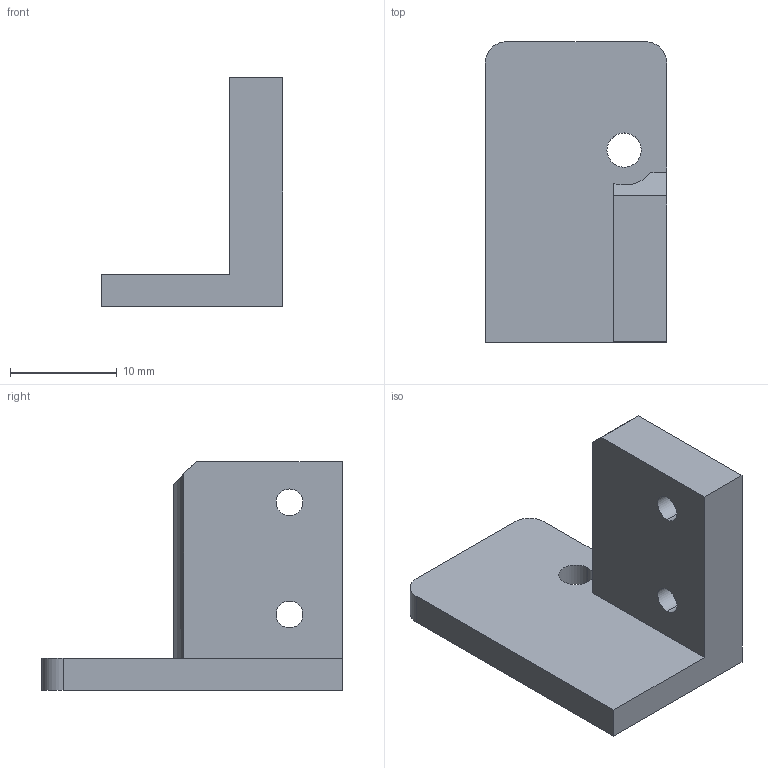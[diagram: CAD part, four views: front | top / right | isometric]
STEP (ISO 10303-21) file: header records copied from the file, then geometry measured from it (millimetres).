
FILE_DESCRIPTION (( 'STEP AP214' ), '1' );
FILE_NAME ('eddy-Ender3嘐隅殤.STEP', '2023-12-08T04:33:05', ( 'Windows User' ), ( 'P R C' ), 'SwSTEP 2.0', 'SolidWorks 2022', '' );
FILE_SCHEMA (( 'AUTOMOTIVE_DESIGN' ));
Length unit declared in the file: millimetre
Products named in the file (1): eddy-Ender3固定架
Bounding box: 17 x 28.14 x 21.4 mm (x, y, z)
Volume: 2630.2 mm3; surface area: 2044.5 mm2
Topology: 1 solids, 1 shells, 23 faces, 63 edges, 42 vertices
Faces by surface type: plane 14, cylinder 9
Entity records: 780 total; most frequent: CARTESIAN_POINT 132, DIRECTION 127, ORIENTED_EDGE 126, EDGE_CURVE 63, LINE 45, VECTOR 45, VERTEX_POINT 42, AXIS2_PLACEMENT_3D 41
